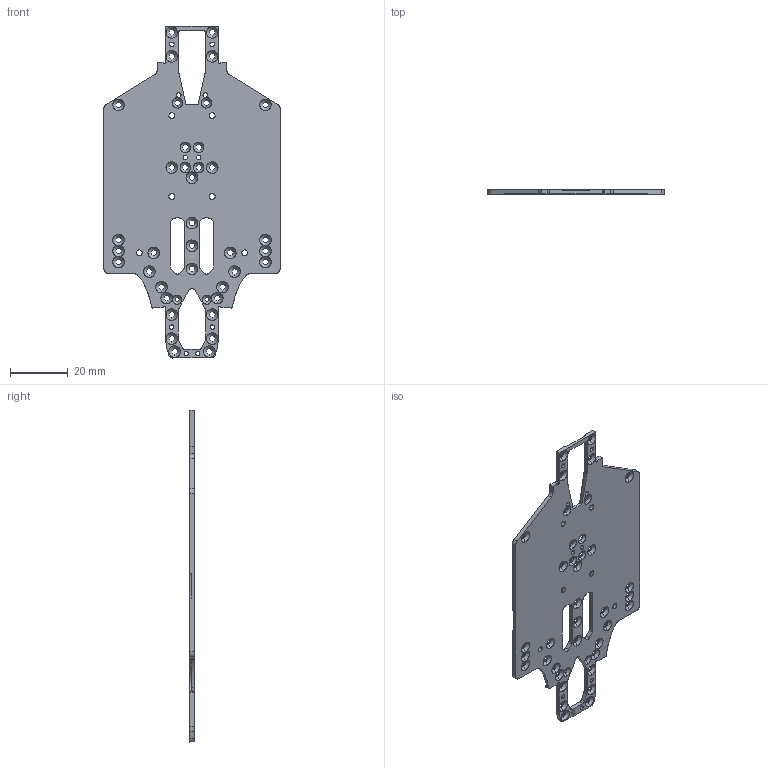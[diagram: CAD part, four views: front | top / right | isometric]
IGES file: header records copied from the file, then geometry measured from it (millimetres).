
Start section: SolidWorks IGES file using analytic representation for surfaces
Global section: file name: BZ3-01W.IGS; native system: SolidWorks 2016; preprocessor: SolidWorks 2016; author: user01; date: 190620.054314; units: millimetre
Bounding box: 61.05 x 1.5 x 114.9 mm (x, y, z)
Surface area: 9878 mm2 (no closed solid volume)
Topology: 0 solids, 0 shells, 328 faces, 5284 edges, 5276 vertices
Faces by surface type: revolution 261, bspline 67
